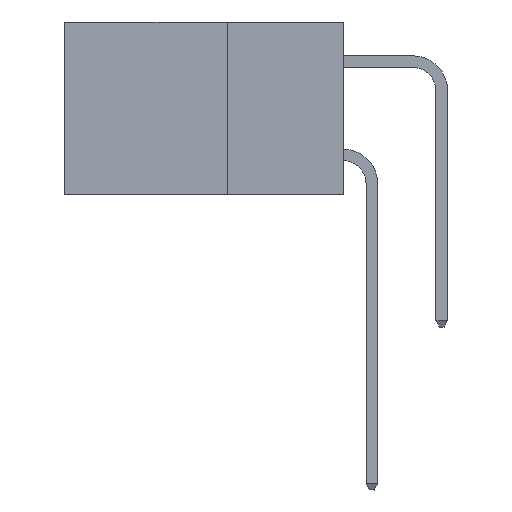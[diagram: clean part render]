
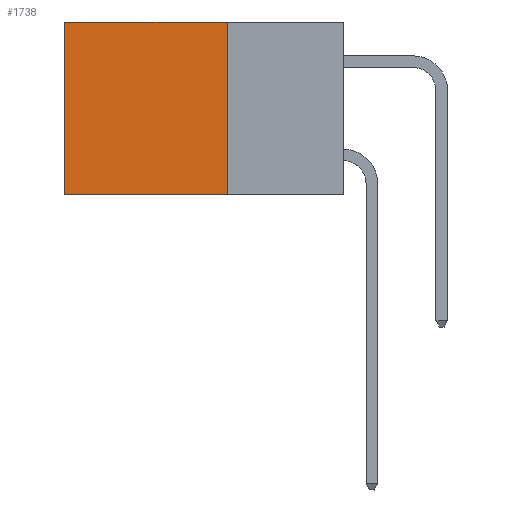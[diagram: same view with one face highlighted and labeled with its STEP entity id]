
A CAD part, left-side view. The second image highlights one B-rep face of the part: STEP entity #1738.
In plain terms, the highlighted planar face has unit normal (-1, 0, 0).
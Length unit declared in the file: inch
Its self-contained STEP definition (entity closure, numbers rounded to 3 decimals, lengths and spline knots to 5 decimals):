
#7 = CARTESIAN_POINT ( 'NONE',  ( 0.298, 0.25, -0.37 ) ) ;
#396 = AXIS2_PLACEMENT_3D ( 'NONE', #2402, #15954, #4004 ) ;
#786 = EDGE_LOOP ( 'NONE', ( #8106, #8202, #3288, #4770 ) ) ;
#1461 = DIRECTION ( 'NONE',  ( 0., 0., -1. ) ) ;
#1696 = CARTESIAN_POINT ( 'NONE',  ( 0.298, 0.6, -0.37 ) ) ;
#1738 = ADVANCED_FACE ( 'NONE', ( #9046 ), #15789, .F. ) ;
#1858 = DIRECTION ( 'NONE',  ( 0., 0., -1. ) ) ;
#2402 = CARTESIAN_POINT ( 'NONE',  ( 0.298, 0.25, 0. ) ) ;
#2645 = CARTESIAN_POINT ( 'NONE',  ( 0.298, 0.25, 0. ) ) ;
#3288 = ORIENTED_EDGE ( 'NONE', *, *, #12961, .F. ) ;
#3566 = EDGE_CURVE ( 'NONE', #8886, #15313, #15278, .T. ) ;
#3956 = VERTEX_POINT ( 'NONE', #2645 ) ;
#4004 = DIRECTION ( 'NONE',  ( 0., 0., -1. ) ) ;
#4770 = ORIENTED_EDGE ( 'NONE', *, *, #16152, .T. ) ;
#7881 = DIRECTION ( 'NONE',  ( 0., 1., 0. ) ) ;
#7939 = CARTESIAN_POINT ( 'NONE',  ( 0.298, 0.25, 0. ) ) ;
#8106 = ORIENTED_EDGE ( 'NONE', *, *, #3566, .T. ) ;
#8202 = ORIENTED_EDGE ( 'NONE', *, *, #16673, .F. ) ;
#8257 = DIRECTION ( 'NONE',  ( 0., 1., 0. ) ) ;
#8886 = VERTEX_POINT ( 'NONE', #13368 ) ;
#9046 = FACE_OUTER_BOUND ( 'NONE', #786, .T. ) ;
#11150 = VERTEX_POINT ( 'NONE', #13448 ) ;
#11471 = LINE ( 'NONE', #14835, #12932 ) ;
#11725 = CARTESIAN_POINT ( 'NONE',  ( 0.298, 0.6, 0. ) ) ;
#11748 = VECTOR ( 'NONE', #7881, 39.37008 ) ;
#12932 = VECTOR ( 'NONE', #1461, 39.37008 ) ;
#12961 = EDGE_CURVE ( 'NONE', #3956, #11150, #11471, .T. ) ;
#13223 = LINE ( 'NONE', #7, #15484 ) ;
#13368 = CARTESIAN_POINT ( 'NONE',  ( 0.298, 0.6, 0. ) ) ;
#13404 = VECTOR ( 'NONE', #1858, 39.37008 ) ;
#13448 = CARTESIAN_POINT ( 'NONE',  ( 0.298, 0.25, -0.37 ) ) ;
#14250 = LINE ( 'NONE', #7939, #11748 ) ;
#14835 = CARTESIAN_POINT ( 'NONE',  ( 0.298, 0.25, 0. ) ) ;
#15278 = LINE ( 'NONE', #11725, #13404 ) ;
#15313 = VERTEX_POINT ( 'NONE', #1696 ) ;
#15484 = VECTOR ( 'NONE', #8257, 39.37008 ) ;
#15789 = PLANE ( 'NONE',  #396 ) ;
#15954 = DIRECTION ( 'NONE',  ( 1., 0., 0. ) ) ;
#16152 = EDGE_CURVE ( 'NONE', #3956, #8886, #14250, .T. ) ;
#16673 = EDGE_CURVE ( 'NONE', #11150, #15313, #13223, .T. ) ;
